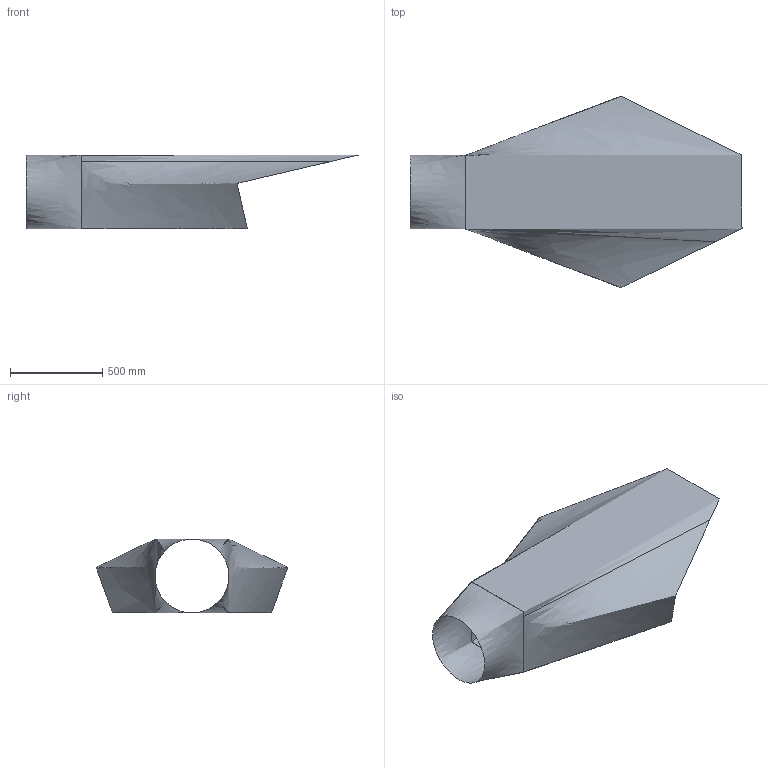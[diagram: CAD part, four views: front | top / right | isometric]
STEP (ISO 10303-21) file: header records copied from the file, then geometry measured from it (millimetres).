
FILE_DESCRIPTION(/* description */ ('CAx-IF Rec.Pracs.---Representation and Presentation of Product Manufacturing Information (PMI)---4.0---2014-10-13','CAx-IF Rec.Pracs.---3D Tessellated Geometry---0.4---2014-09-14','2;1'),/* implementation_level */ '2;1');
FILE_NAME(/* name */ 'INTAKE3D',/* time_stamp */ '2025-03-29T15:57:27-04:00',/* author */ (''),/* organization */ (''),/* preprocessor_version */ 'ST-DEVELOPER v20',/* originating_system */ 'SIEMENS PLM Software NX2406.4001',/* authorisation */ $);
FILE_SCHEMA (('AP242_MANAGED_MODEL_BASED_3D_ENGINEERING_MIM_LF { 1 0 10303 442 3 1 4 }'));
Length unit declared in the file: millimetre
Products named in the file (1): INTAKE3D
Bounding box: 1800 x 1038.5 x 400 mm (x, y, z)
Surface area: 2681178.6 mm2 (no closed solid volume)
Topology: 0 solids, 2 shells, 3 faces, 22 edges, 47 vertices
Faces by surface type: bspline 3
Entity records: 2462 total; most frequent: CARTESIAN_POINT 2137, DIRECTION 47, GEOMETRIC_CURVE_SET 19, AXIS2_PLACEMENT_3D 17, STYLED_ITEM 15, PRESENTATION_STYLE_ASSIGNMENT 15, CURVE_STYLE 13, DRAUGHTING_PRE_DEFINED_CURVE_FONT 13
